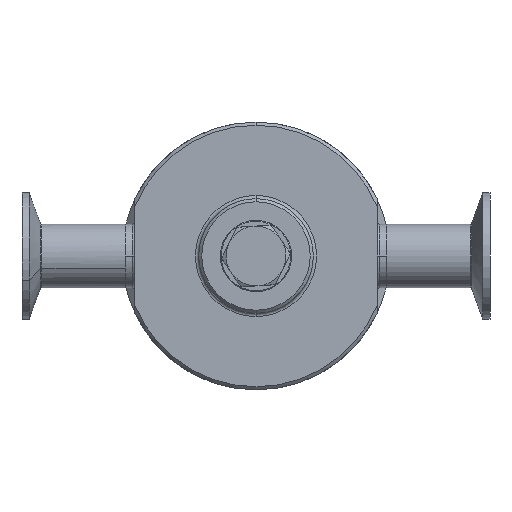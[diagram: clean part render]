
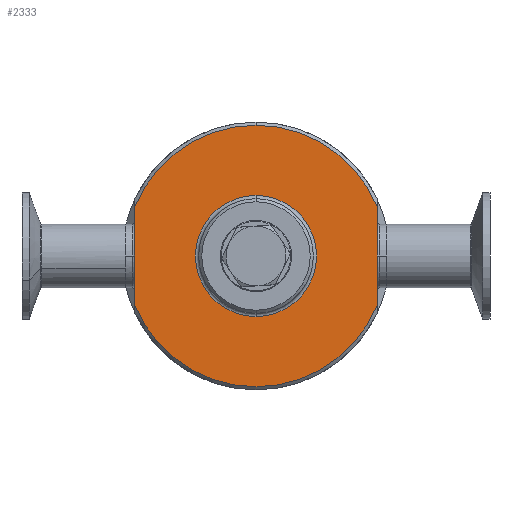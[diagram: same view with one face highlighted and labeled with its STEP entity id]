
A CAD part, front view. The second image highlights one B-rep face of the part: STEP entity #2333.
In plain terms, the highlighted planar face has unit normal (0, -1, 0).
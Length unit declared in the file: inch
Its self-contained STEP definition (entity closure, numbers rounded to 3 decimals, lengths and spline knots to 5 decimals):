
#50 = VECTOR ( 'NONE', #4973, 39.37008 ) ;
#59 = DIRECTION ( 'NONE',  ( 0., -1., 0. ) ) ;
#88 = AXIS2_PLACEMENT_3D ( 'NONE', #7330, #6198, #7280 ) ;
#249 = ORIENTED_EDGE ( 'NONE', *, *, #594, .F. ) ;
#316 = DIRECTION ( 'NONE',  ( 0., 0., 1. ) ) ;
#320 = VERTEX_POINT ( 'NONE', #459 ) ;
#459 = CARTESIAN_POINT ( 'NONE',  ( -1.9, 0.375, -0.76974 ) ) ;
#588 = CARTESIAN_POINT ( 'NONE',  ( 0., 0.375, 0. ) ) ;
#594 = EDGE_CURVE ( 'NONE', #320, #6885, #1399, .T. ) ;
#651 = CIRCLE ( 'NONE', #2073, 0.95 ) ;
#815 = CARTESIAN_POINT ( 'NONE',  ( -1.9, 0.375, 0.76974 ) ) ;
#828 = EDGE_CURVE ( 'NONE', #4353, #1027, #1576, .T. ) ;
#851 = FACE_BOUND ( 'NONE', #1882, .T. ) ;
#928 = EDGE_CURVE ( 'NONE', #4353, #3300, #2661, .T. ) ;
#982 = VERTEX_POINT ( 'NONE', #4625 ) ;
#989 = CARTESIAN_POINT ( 'NONE',  ( -2.1, 0.375, 0. ) ) ;
#1016 = PLANE ( 'NONE',  #6113 ) ;
#1027 = VERTEX_POINT ( 'NONE', #5897 ) ;
#1212 = AXIS2_PLACEMENT_3D ( 'NONE', #588, #2407, #2339 ) ;
#1399 = LINE ( 'NONE', #2123, #4921 ) ;
#1576 = LINE ( 'NONE', #5520, #50 ) ;
#1706 = CARTESIAN_POINT ( 'NONE',  ( 1.9, 0.375, 0.76974 ) ) ;
#1882 = EDGE_LOOP ( 'NONE', ( #7092, #4849 ) ) ;
#2073 = AXIS2_PLACEMENT_3D ( 'NONE', #7178, #3763, #316 ) ;
#2115 = VERTEX_POINT ( 'NONE', #2517 ) ;
#2123 = CARTESIAN_POINT ( 'NONE',  ( -1.9, 0.375, -2.1 ) ) ;
#2333 = ADVANCED_FACE ( 'NONE', ( #851, #2570 ), #1016, .F. ) ;
#2339 = DIRECTION ( 'NONE',  ( 0., 0., 1. ) ) ;
#2407 = DIRECTION ( 'NONE',  ( 0., 1., 0. ) ) ;
#2498 = ORIENTED_EDGE ( 'NONE', *, *, #2572, .T. ) ;
#2517 = CARTESIAN_POINT ( 'NONE',  ( 0., 0.375, 0.95 ) ) ;
#2528 = EDGE_CURVE ( 'NONE', #2115, #982, #4739, .T. ) ;
#2570 = FACE_OUTER_BOUND ( 'NONE', #6780, .T. ) ;
#2572 = EDGE_CURVE ( 'NONE', #320, #1027, #2752, .T. ) ;
#2661 = CIRCLE ( 'NONE', #5963, 2.05 ) ;
#2698 = DIRECTION ( 'NONE',  ( 0., 0., 1. ) ) ;
#2752 = CIRCLE ( 'NONE', #4290, 2.05 ) ;
#2754 = CARTESIAN_POINT ( 'NONE',  ( 0., 0.375, 0. ) ) ;
#2758 = DIRECTION ( 'NONE',  ( 0., 1., 0. ) ) ;
#3300 = VERTEX_POINT ( 'NONE', #6970 ) ;
#3307 = DIRECTION ( 'NONE',  ( 0., 0., 1. ) ) ;
#3330 = DIRECTION ( 'NONE',  ( 0., -1., 0. ) ) ;
#3763 = DIRECTION ( 'NONE',  ( 0., 1., 0. ) ) ;
#3796 = CIRCLE ( 'NONE', #88, 2.05 ) ;
#4290 = AXIS2_PLACEMENT_3D ( 'NONE', #5827, #59, #6997 ) ;
#4353 = VERTEX_POINT ( 'NONE', #1706 ) ;
#4411 = DIRECTION ( 'NONE',  ( 0., 0., 1. ) ) ;
#4625 = CARTESIAN_POINT ( 'NONE',  ( 0., 0.375, -0.95 ) ) ;
#4739 = CIRCLE ( 'NONE', #1212, 0.95 ) ;
#4762 = ORIENTED_EDGE ( 'NONE', *, *, #5434, .T. ) ;
#4849 = ORIENTED_EDGE ( 'NONE', *, *, #4980, .T. ) ;
#4921 = VECTOR ( 'NONE', #2698, 39.37008 ) ;
#4973 = DIRECTION ( 'NONE',  ( 0., 0., -1. ) ) ;
#4980 = EDGE_CURVE ( 'NONE', #982, #2115, #651, .T. ) ;
#5434 = EDGE_CURVE ( 'NONE', #3300, #6885, #3796, .T. ) ;
#5520 = CARTESIAN_POINT ( 'NONE',  ( 1.9, 0.375, -2.1 ) ) ;
#5827 = CARTESIAN_POINT ( 'NONE',  ( 0., 0.375, 0. ) ) ;
#5897 = CARTESIAN_POINT ( 'NONE',  ( 1.9, 0.375, -0.76974 ) ) ;
#5963 = AXIS2_PLACEMENT_3D ( 'NONE', #2754, #3330, #4411 ) ;
#6113 = AXIS2_PLACEMENT_3D ( 'NONE', #989, #2758, #3307 ) ;
#6198 = DIRECTION ( 'NONE',  ( 0., -1., 0. ) ) ;
#6618 = ORIENTED_EDGE ( 'NONE', *, *, #928, .T. ) ;
#6780 = EDGE_LOOP ( 'NONE', ( #7106, #6618, #4762, #249, #2498 ) ) ;
#6885 = VERTEX_POINT ( 'NONE', #815 ) ;
#6970 = CARTESIAN_POINT ( 'NONE',  ( 0., 0.375, 2.05 ) ) ;
#6997 = DIRECTION ( 'NONE',  ( 0., 0., 1. ) ) ;
#7092 = ORIENTED_EDGE ( 'NONE', *, *, #2528, .T. ) ;
#7106 = ORIENTED_EDGE ( 'NONE', *, *, #828, .F. ) ;
#7178 = CARTESIAN_POINT ( 'NONE',  ( 0., 0.375, 0. ) ) ;
#7280 = DIRECTION ( 'NONE',  ( 0., 0., 1. ) ) ;
#7330 = CARTESIAN_POINT ( 'NONE',  ( 0., 0.375, 0. ) ) ;
